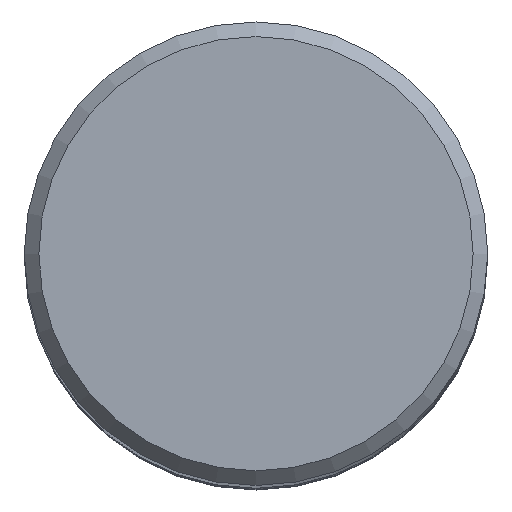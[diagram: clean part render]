
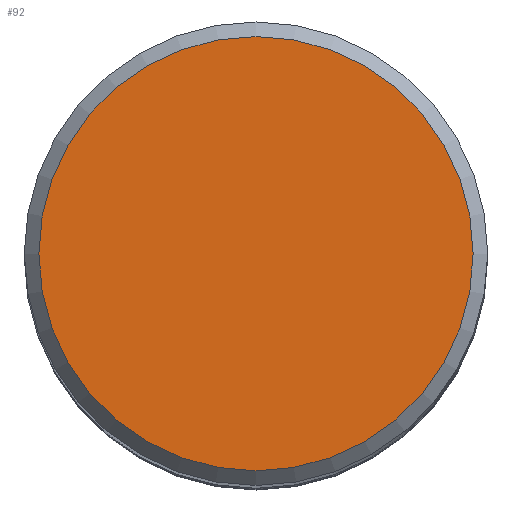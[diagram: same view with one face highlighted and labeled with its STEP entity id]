
A CAD part, top view. The second image highlights one B-rep face of the part: STEP entity #92.
In plain terms, the highlighted planar face has unit normal (0, 0, 1).
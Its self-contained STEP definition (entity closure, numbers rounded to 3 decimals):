
#48=PLANE('',#251);
#92=ADVANCED_FACE('',(#102),#48,.F.);
#102=FACE_OUTER_BOUND('',#124,.T.);
#124=EDGE_LOOP('',(#150));
#150=ORIENTED_EDGE('',*,*,#179,.T.);
#166=VERTEX_POINT('',#363);
#179=EDGE_CURVE('',#166,#166,#192,.T.);
#192=CIRCLE('',#250,7.44);
#250=AXIS2_PLACEMENT_3D('',#362,#311,#312);
#251=AXIS2_PLACEMENT_3D('',#364,#313,#314);
#311=DIRECTION('',(0.,0.,1.));
#312=DIRECTION('',(-1.,0.,0.));
#313=DIRECTION('',(0.,0.,-1.));
#314=DIRECTION('',(1.,0.,0.));
#362=CARTESIAN_POINT('',(0.,0.,48.4));
#363=CARTESIAN_POINT('',(-7.44,0.,48.4));
#364=CARTESIAN_POINT('',(0.,0.,48.4));
